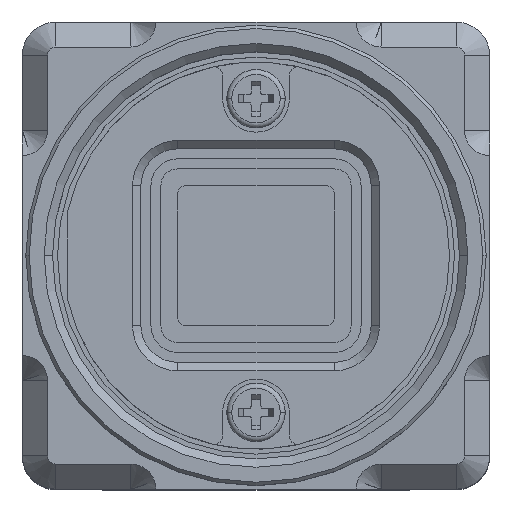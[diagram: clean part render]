
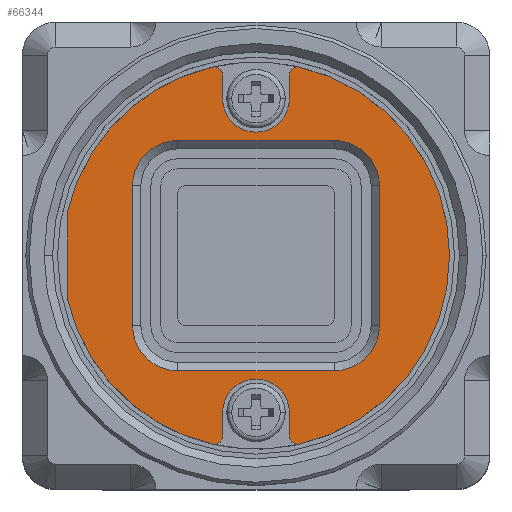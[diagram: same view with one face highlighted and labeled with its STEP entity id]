
A CAD part, top view. The second image highlights one B-rep face of the part: STEP entity #66344.
In plain terms, the highlighted planar face has unit normal (0, 0, 1).
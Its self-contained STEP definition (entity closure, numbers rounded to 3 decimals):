
#13373=DIRECTION('',(0.,1.,0.));
#13374=VECTOR('',#13373,5.242);
#13375=CARTESIAN_POINT('',(-11.3,-2.621,7.2));
#13376=LINE('',#13375,#13374);
#13387=CARTESIAN_POINT('',(0.,0.,7.2));
#13388=DIRECTION('',(0.,0.,1.));
#13389=DIRECTION('',(-0.225,0.974,0.));
#13390=AXIS2_PLACEMENT_3D('',#13387,#13388,#13389);
#13395=CARTESIAN_POINT('',(-2.5,10.815,7.2));
#13396=DIRECTION('',(0.,0.,1.));
#13397=DIRECTION('',(1.,0.,0.));
#13398=AXIS2_PLACEMENT_3D('',#13395,#13396,#13397);
#13403=CARTESIAN_POINT('',(0.,9.4,7.2));
#13404=DIRECTION('',(0.,0.,-1.));
#13405=DIRECTION('',(1.,0.,0.));
#13406=AXIS2_PLACEMENT_3D('',#13403,#13404,#13405);
#13411=CARTESIAN_POINT('',(2.5,10.815,7.2));
#13412=DIRECTION('',(0.,0.,1.));
#13413=DIRECTION('',(0.225,0.974,0.));
#13414=AXIS2_PLACEMENT_3D('',#13411,#13412,#13413);
#13419=CARTESIAN_POINT('',(0.,0.,7.2));
#13420=DIRECTION('',(0.,0.,1.));
#13421=DIRECTION('',(1.,0.,0.));
#13422=AXIS2_PLACEMENT_3D('',#13419,#13420,#13421);
#13427=CARTESIAN_POINT('',(0.,0.,7.2));
#13428=DIRECTION('',(0.,0.,1.));
#13429=DIRECTION('',(0.225,-0.974,0.));
#13430=AXIS2_PLACEMENT_3D('',#13427,#13428,#13429);
#13435=CARTESIAN_POINT('',(2.5,-10.815,7.2));
#13436=DIRECTION('',(0.,0.,1.));
#13437=DIRECTION('',(-1.,0.,0.));
#13438=AXIS2_PLACEMENT_3D('',#13435,#13436,#13437);
#13443=DIRECTION('',(0.,-1.,0.));
#13444=VECTOR('',#13443,1.415);
#13445=CARTESIAN_POINT('',(2.,-9.4,7.2));
#13446=LINE('',#13445,#13444);
#13450=CARTESIAN_POINT('',(0.,-9.4,7.2));
#13451=DIRECTION('',(0.,0.,-1.));
#13452=DIRECTION('',(-1.,0.,0.));
#13453=AXIS2_PLACEMENT_3D('',#13450,#13451,#13452);
#13458=DIRECTION('',(0.,1.,0.));
#13459=VECTOR('',#13458,1.415);
#13460=CARTESIAN_POINT('',(-2.,-10.815,7.2));
#13461=LINE('',#13460,#13459);
#13465=CARTESIAN_POINT('',(-2.5,-10.815,7.2));
#13466=DIRECTION('',(0.,0.,1.));
#13467=DIRECTION('',(-0.225,-0.974,0.));
#13468=AXIS2_PLACEMENT_3D('',#13465,#13466,#13467);
#13473=CARTESIAN_POINT('',(0.,0.,7.2));
#13474=DIRECTION('',(0.,0.,1.));
#13475=DIRECTION('',(-0.974,-0.226,0.));
#13476=AXIS2_PLACEMENT_3D('',#13473,#13474,#13475);
#13481=CARTESIAN_POINT('',(4.7,-4.2,7.2));
#13482=DIRECTION('',(0.,0.,-1.));
#13483=DIRECTION('',(1.,0.,0.));
#13484=AXIS2_PLACEMENT_3D('',#13481,#13482,#13483);
#13489=CARTESIAN_POINT('',(4.7,4.2,7.2));
#13490=DIRECTION('',(0.,0.,-1.));
#13491=DIRECTION('',(0.,1.,0.));
#13492=AXIS2_PLACEMENT_3D('',#13489,#13490,#13491);
#13497=CARTESIAN_POINT('',(-4.7,4.2,7.2));
#13498=DIRECTION('',(0.,0.,-1.));
#13499=DIRECTION('',(-1.,0.,0.));
#13500=AXIS2_PLACEMENT_3D('',#13497,#13498,#13499);
#13505=CARTESIAN_POINT('',(-4.7,-4.2,7.2));
#13506=DIRECTION('',(0.,0.,-1.));
#13507=DIRECTION('',(0.,-1.,0.));
#13508=AXIS2_PLACEMENT_3D('',#13505,#13506,#13507);
#13603=DIRECTION('',(0.,1.,0.));
#13604=VECTOR('',#13603,1.415);
#13605=CARTESIAN_POINT('',(2.,9.4,7.2));
#13606=LINE('',#13605,#13604);
#13624=DIRECTION('',(0.,-1.,0.));
#13625=VECTOR('',#13624,1.415);
#13626=CARTESIAN_POINT('',(-2.,10.815,7.2));
#13627=LINE('',#13626,#13625);
#14567=DIRECTION('',(0.,1.,0.));
#14568=VECTOR('',#14567,8.4);
#14569=CARTESIAN_POINT('',(7.4,-4.2,7.2));
#14570=LINE('',#14569,#14568);
#14610=DIRECTION('',(-1.,0.,0.));
#14611=VECTOR('',#14610,9.4);
#14612=CARTESIAN_POINT('',(4.7,6.9,7.2));
#14613=LINE('',#14612,#14611);
#15290=DIRECTION('',(0.,-1.,0.));
#15291=VECTOR('',#15290,8.4);
#15292=CARTESIAN_POINT('',(-7.4,4.2,7.2));
#15293=LINE('',#15292,#15291);
#15326=DIRECTION('',(1.,0.,0.));
#15327=VECTOR('',#15326,9.4);
#15328=CARTESIAN_POINT('',(-4.7,-6.9,7.2));
#15329=LINE('',#15328,#15327);
#18041=CARTESIAN_POINT('',(11.6,0.,7.2));
#18043=VERTEX_POINT('',#18041);
#18044=CARTESIAN_POINT('',(2.613,11.302,7.2));
#18045=VERTEX_POINT('',#18044);
#18048=CARTESIAN_POINT('',(-11.3,2.621,7.2));
#18049=VERTEX_POINT('',#18048);
#18050=CARTESIAN_POINT('',(-2.613,11.302,7.2));
#18051=VERTEX_POINT('',#18050);
#18305=CARTESIAN_POINT('',(4.7,6.9,7.2));
#18307=VERTEX_POINT('',#18305);
#18331=CARTESIAN_POINT('',(-2.,-10.815,7.2));
#18332=VERTEX_POINT('',#18331);
#18333=CARTESIAN_POINT('',(7.4,-4.2,7.2));
#18335=VERTEX_POINT('',#18333);
#18338=CARTESIAN_POINT('',(2.,10.815,7.2));
#18340=VERTEX_POINT('',#18338);
#18363=CARTESIAN_POINT('',(-7.4,-4.2,7.2));
#18364=VERTEX_POINT('',#18363);
#18367=CARTESIAN_POINT('',(-4.7,6.9,7.2));
#18368=VERTEX_POINT('',#18367);
#18371=CARTESIAN_POINT('',(7.4,4.2,7.2));
#18372=VERTEX_POINT('',#18371);
#18373=CARTESIAN_POINT('',(-7.4,4.2,7.2));
#18374=VERTEX_POINT('',#18373);
#18376=CARTESIAN_POINT('',(-2.,9.4,7.2));
#18378=VERTEX_POINT('',#18376);
#18385=CARTESIAN_POINT('',(2.,9.4,7.2));
#18386=VERTEX_POINT('',#18385);
#18387=CARTESIAN_POINT('',(2.,-10.815,7.2));
#18388=VERTEX_POINT('',#18387);
#18391=CARTESIAN_POINT('',(-2.,-9.4,7.2));
#18392=VERTEX_POINT('',#18391);
#18393=CARTESIAN_POINT('',(2.,-9.4,7.2));
#18394=VERTEX_POINT('',#18393);
#18395=CARTESIAN_POINT('',(-4.7,-6.9,7.2));
#18396=VERTEX_POINT('',#18395);
#18401=CARTESIAN_POINT('',(-2.,10.815,7.2));
#18402=VERTEX_POINT('',#18401);
#18403=CARTESIAN_POINT('',(4.7,-6.9,7.2));
#18404=VERTEX_POINT('',#18403);
#19175=CARTESIAN_POINT('',(-11.3,-2.621,7.2));
#19176=VERTEX_POINT('',#19175);
#19233=CARTESIAN_POINT('',(-2.613,-11.302,7.2));
#19234=VERTEX_POINT('',#19233);
#19243=CARTESIAN_POINT('',(2.613,-11.302,7.2));
#19244=VERTEX_POINT('',#19243);
#66292=CARTESIAN_POINT('',(0.,0.,7.2));
#66293=DIRECTION('',(0.,0.,1.));
#66294=DIRECTION('',(-1.,0.,0.));
#66295=AXIS2_PLACEMENT_3D('',#66292,#66293,#66294);
#66296=PLANE('',#66295);
#66297=ORIENTED_EDGE('',*,*,#66271,.F.);
#66299=ORIENTED_EDGE('',*,*,#66298,.F.);
#66301=ORIENTED_EDGE('',*,*,#66300,.T.);
#66303=ORIENTED_EDGE('',*,*,#66302,.F.);
#66305=ORIENTED_EDGE('',*,*,#66304,.T.);
#66307=ORIENTED_EDGE('',*,*,#66306,.F.);
#66308=ORIENTED_EDGE('',*,*,#66263,.F.);
#66310=ORIENTED_EDGE('',*,*,#66309,.F.);
#66312=ORIENTED_EDGE('',*,*,#66311,.F.);
#66314=ORIENTED_EDGE('',*,*,#66313,.F.);
#66316=ORIENTED_EDGE('',*,*,#66315,.F.);
#66318=ORIENTED_EDGE('',*,*,#66317,.F.);
#66320=ORIENTED_EDGE('',*,*,#66319,.F.);
#66322=ORIENTED_EDGE('',*,*,#66321,.F.);
#66323=ORIENTED_EDGE('',*,*,#66238,.T.);
#66324=EDGE_LOOP('',(#66297,#66299,#66301,#66303,#66305,#66307,#66308,#66310,
#66312,#66314,#66316,#66318,#66320,#66322,#66323));
#66325=FACE_OUTER_BOUND('',#66324,.F.);
#66327=ORIENTED_EDGE('',*,*,#66326,.F.);
#66329=ORIENTED_EDGE('',*,*,#66328,.T.);
#66331=ORIENTED_EDGE('',*,*,#66330,.F.);
#66333=ORIENTED_EDGE('',*,*,#66332,.T.);
#66335=ORIENTED_EDGE('',*,*,#66334,.F.);
#66337=ORIENTED_EDGE('',*,*,#66336,.T.);
#66339=ORIENTED_EDGE('',*,*,#66338,.F.);
#66341=ORIENTED_EDGE('',*,*,#66340,.T.);
#66342=EDGE_LOOP('',(#66327,#66329,#66331,#66333,#66335,#66337,#66339,#66341));
#66343=FACE_BOUND('',#66342,.F.);
#66344=ADVANCED_FACE('',(#66325,#66343),#66296,.T.);
#13391=CIRCLE('',#13390,11.6);
#13399=CIRCLE('',#13398,0.5);
#13407=CIRCLE('',#13406,2.);
#13415=CIRCLE('',#13414,0.5);
#13423=CIRCLE('',#13422,11.6);
#13431=CIRCLE('',#13430,11.6);
#13439=CIRCLE('',#13438,0.5);
#13454=CIRCLE('',#13453,2.);
#13469=CIRCLE('',#13468,0.5);
#13477=CIRCLE('',#13476,11.6);
#13485=CIRCLE('',#13484,2.7);
#13493=CIRCLE('',#13492,2.7);
#13501=CIRCLE('',#13500,2.7);
#13509=CIRCLE('',#13508,2.7);
#66238=EDGE_CURVE('',#19176,#18049,#13376,.T.);
#66263=EDGE_CURVE('',#18043,#18045,#13423,.T.);
#66271=EDGE_CURVE('',#18051,#18049,#13391,.T.);
#66298=EDGE_CURVE('',#18402,#18051,#13399,.T.);
#66300=EDGE_CURVE('',#18402,#18378,#13627,.T.);
#66302=EDGE_CURVE('',#18386,#18378,#13407,.T.);
#66304=EDGE_CURVE('',#18386,#18340,#13606,.T.);
#66306=EDGE_CURVE('',#18045,#18340,#13415,.T.);
#66309=EDGE_CURVE('',#19244,#18043,#13431,.T.);
#66311=EDGE_CURVE('',#18388,#19244,#13439,.T.);
#66313=EDGE_CURVE('',#18394,#18388,#13446,.T.);
#66315=EDGE_CURVE('',#18392,#18394,#13454,.T.);
#66317=EDGE_CURVE('',#18332,#18392,#13461,.T.);
#66319=EDGE_CURVE('',#19234,#18332,#13469,.T.);
#66321=EDGE_CURVE('',#19176,#19234,#13477,.T.);
#66326=EDGE_CURVE('',#18335,#18404,#13485,.T.);
#66328=EDGE_CURVE('',#18335,#18372,#14570,.T.);
#66330=EDGE_CURVE('',#18307,#18372,#13493,.T.);
#66332=EDGE_CURVE('',#18307,#18368,#14613,.T.);
#66334=EDGE_CURVE('',#18374,#18368,#13501,.T.);
#66336=EDGE_CURVE('',#18374,#18364,#15293,.T.);
#66338=EDGE_CURVE('',#18396,#18364,#13509,.T.);
#66340=EDGE_CURVE('',#18396,#18404,#15329,.T.);
